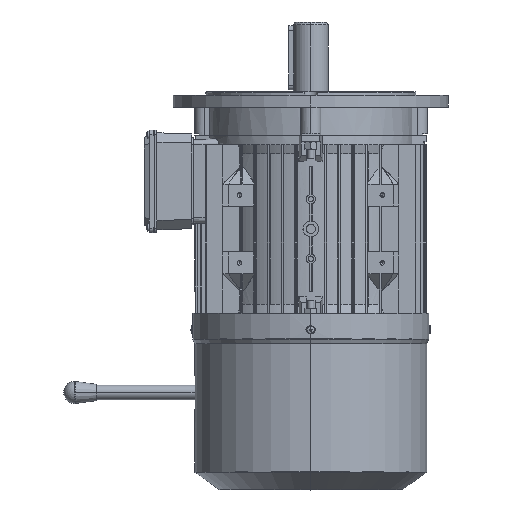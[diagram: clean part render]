
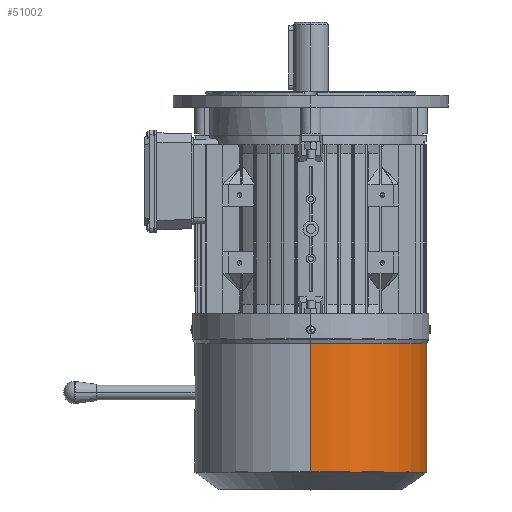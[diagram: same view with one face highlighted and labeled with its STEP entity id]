
A CAD part, front view. The second image highlights one B-rep face of the part: STEP entity #51002.
In plain terms, the highlighted cylindrical face has radius 126.5 mm (diameter 253 mm), a partial arc.
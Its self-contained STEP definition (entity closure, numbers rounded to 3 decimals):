
#30044 = CARTESIAN_POINT ( 'NONE',  ( -156.764, 0., 126.5 ) ) ;
#30046 = CARTESIAN_POINT ( 'NONE',  ( -156.764, 0., -126.5 ) ) ;
#30048 = DIRECTION ( 'NONE',  ( 0., 0., -1. ) ) ;
#30050 = DIRECTION ( 'NONE',  ( 1., 0., 0. ) ) ;
#30052 = CARTESIAN_POINT ( 'NONE',  ( -156.764, 0., 0. ) ) ;
#30054 = AXIS2_PLACEMENT_3D ( 'NONE', #30052, #30050, #30048 ) ;
#30070 = CIRCLE ( 'NONE', #30054, 126.5 ) ;
#30217 = DIRECTION ( 'NONE',  ( 1., 0., 0. ) ) ;
#30219 = CARTESIAN_POINT ( 'NONE',  ( 2., 0., -126.5 ) ) ;
#30220 = LINE ( 'NONE', #30219, #30403 ) ;
#30225 = CARTESIAN_POINT ( 'NONE',  ( -16.486, 0., -126.5 ) ) ;
#30228 = DIRECTION ( 'NONE',  ( 0., 0., -1. ) ) ;
#30231 = DIRECTION ( 'NONE',  ( 1., 0., 0. ) ) ;
#30234 = CARTESIAN_POINT ( 'NONE',  ( -16.486, 0., 0. ) ) ;
#30235 = AXIS2_PLACEMENT_3D ( 'NONE', #30234, #30231, #30228 ) ;
#30252 = CIRCLE ( 'NONE', #30235, 126.5 ) ;
#30403 = VECTOR ( 'NONE', #30217, 1000. ) ;
#30453 = CARTESIAN_POINT ( 'NONE',  ( -16.486, 0., 126.5 ) ) ;
#30457 = DIRECTION ( 'NONE',  ( 1., 0., 0. ) ) ;
#30458 = VECTOR ( 'NONE', #30457, 1000. ) ;
#30459 = CARTESIAN_POINT ( 'NONE',  ( 2., 0., 126.5 ) ) ;
#30461 = LINE ( 'NONE', #30459, #30458 ) ;
#30464 = DIRECTION ( 'NONE',  ( 0., 0., -1. ) ) ;
#30466 = DIRECTION ( 'NONE',  ( 1., 0., 0. ) ) ;
#30468 = CARTESIAN_POINT ( 'NONE',  ( 2., 0., 0. ) ) ;
#30470 = AXIS2_PLACEMENT_3D ( 'NONE', #30468, #30466, #30464 ) ;
#30472 = CYLINDRICAL_SURFACE ( 'NONE', #30470, 126.5 ) ;
#30481 = FACE_OUTER_BOUND ( 'NONE', #51005, .T. ) ;
#50944 = EDGE_CURVE ( 'NONE', #50946, #50947, #30070, .T. ) ;
#50946 = VERTEX_POINT ( 'NONE', #30046 ) ;
#50947 = VERTEX_POINT ( 'NONE', #30044 ) ;
#50974 = EDGE_CURVE ( 'NONE', #50975, #51012, #30252, .T. ) ;
#50975 = VERTEX_POINT ( 'NONE', #30225 ) ;
#50976 = ORIENTED_EDGE ( 'NONE', *, *, #50977, .F. ) ;
#50977 = EDGE_CURVE ( 'NONE', #50946, #50975, #30220, .T. ) ;
#51002 = ADVANCED_FACE ( 'NONE', ( #30481 ), #30472, .T. ) ;
#51005 = EDGE_LOOP ( 'NONE', ( #51006, #51008, #51108, #50976 ) ) ;
#51006 = ORIENTED_EDGE ( 'NONE', *, *, #50944, .T. ) ;
#51008 = ORIENTED_EDGE ( 'NONE', *, *, #51010, .T. ) ;
#51010 = EDGE_CURVE ( 'NONE', #50947, #51012, #30461, .T. ) ;
#51012 = VERTEX_POINT ( 'NONE', #30453 ) ;
#51108 = ORIENTED_EDGE ( 'NONE', *, *, #50974, .F. ) ;
